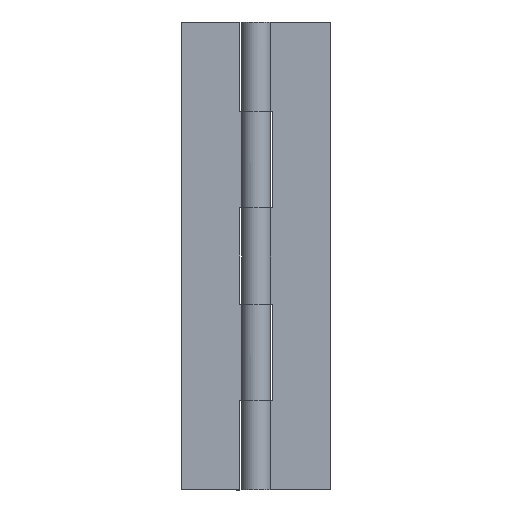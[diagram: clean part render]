
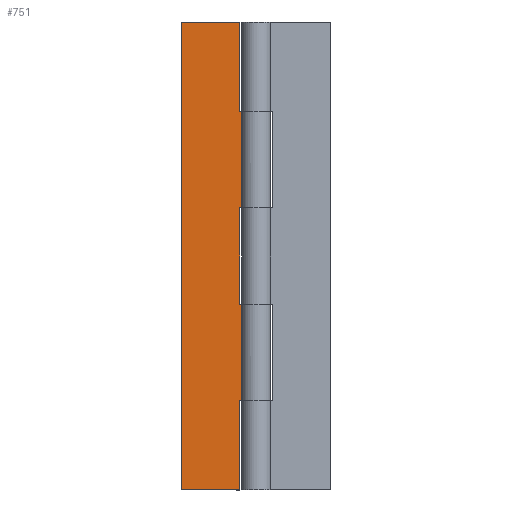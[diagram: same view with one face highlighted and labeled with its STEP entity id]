
A CAD part, front view. The second image highlights one B-rep face of the part: STEP entity #751.
In plain terms, the highlighted free-form (B-spline) face has degree [1, 1] with [2, 2] control points.
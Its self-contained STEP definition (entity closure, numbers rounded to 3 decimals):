
#49=CARTESIAN_POINT('',(-3.5,1.5,19.1));
#50=VERTEX_POINT('',#49);
#51=CARTESIAN_POINT('',(-3.5,1.5,0.0));
#52=VERTEX_POINT('',#51);
#53=CARTESIAN_POINT('',(-3.5,1.5,19.1));
#54=CARTESIAN_POINT('',(-3.5,1.5,0.0));
#55=QUASI_UNIFORM_CURVE('',1,(#53,#54),.UNSPECIFIED.,.F.,.U.);
#56=EDGE_CURVE('',#50,#52,#55,.T.);
#85=CARTESIAN_POINT('',(0.0,1.5,19.1));
#86=VERTEX_POINT('',#85);
#87=CARTESIAN_POINT('',(0.0,1.5,19.1));
#88=CARTESIAN_POINT('',(-3.5,1.5,19.1));
#89=QUASI_UNIFORM_CURVE('',1,(#87,#88),.UNSPECIFIED.,.F.,.U.);
#90=EDGE_CURVE('',#86,#50,#89,.T.);
#162=CARTESIAN_POINT('',(-3.5,1.5,39.7));
#163=VERTEX_POINT('',#162);
#164=CARTESIAN_POINT('',(0.0,1.5,39.7));
#165=VERTEX_POINT('',#164);
#166=CARTESIAN_POINT('',(-3.5,1.5,39.7));
#167=CARTESIAN_POINT('',(0.0,1.5,39.7));
#168=QUASI_UNIFORM_CURVE('',1,(#166,#167),.UNSPECIFIED.,.F.,.U.);
#169=EDGE_CURVE('',#163,#165,#168,.T.);
#247=CARTESIAN_POINT('',(-3.5,1.5,60.3));
#248=VERTEX_POINT('',#247);
#249=CARTESIAN_POINT('',(-3.5,1.5,60.3));
#250=CARTESIAN_POINT('',(-3.5,1.5,39.7));
#251=QUASI_UNIFORM_CURVE('',1,(#249,#250),.UNSPECIFIED.,.F.,.U.);
#252=EDGE_CURVE('',#248,#163,#251,.T.);
#275=CARTESIAN_POINT('',(0.0,1.5,60.3));
#276=VERTEX_POINT('',#275);
#277=CARTESIAN_POINT('',(0.0,1.5,60.3));
#278=CARTESIAN_POINT('',(-3.5,1.5,60.3));
#279=QUASI_UNIFORM_CURVE('',1,(#277,#278),.UNSPECIFIED.,.F.,.U.);
#280=EDGE_CURVE('',#276,#248,#279,.T.);
#352=CARTESIAN_POINT('',(-3.5,1.5,100.0));
#353=VERTEX_POINT('',#352);
#354=CARTESIAN_POINT('',(-3.5,1.5,80.9));
#355=VERTEX_POINT('',#354);
#356=CARTESIAN_POINT('',(-3.5,1.5,100.0));
#357=CARTESIAN_POINT('',(-3.5,1.5,80.9));
#358=QUASI_UNIFORM_CURVE('',1,(#356,#357),.UNSPECIFIED.,.F.,.U.);
#359=EDGE_CURVE('',#353,#355,#358,.T.);
#388=CARTESIAN_POINT('',(0.0,1.5,80.9));
#389=VERTEX_POINT('',#388);
#390=CARTESIAN_POINT('',(-3.5,1.5,80.9));
#391=CARTESIAN_POINT('',(0.0,1.5,80.9));
#392=QUASI_UNIFORM_CURVE('',1,(#390,#391),.UNSPECIFIED.,.F.,.U.);
#393=EDGE_CURVE('',#355,#389,#392,.T.);
#467=CARTESIAN_POINT('',(-16.0,1.5,0.0));
#468=VERTEX_POINT('',#467);
#474=CARTESIAN_POINT('',(-16.0,1.5,100.0));
#475=VERTEX_POINT('',#474);
#476=CARTESIAN_POINT('',(-16.0,1.5,100.0));
#477=CARTESIAN_POINT('',(-16.0,1.5,0.0));
#478=QUASI_UNIFORM_CURVE('',1,(#476,#477),.UNSPECIFIED.,.F.,.U.);
#479=EDGE_CURVE('',#475,#468,#478,.T.);
#508=CARTESIAN_POINT('',(-16.0,1.5,100.0));
#509=CARTESIAN_POINT('',(-3.5,1.5,100.0));
#510=QUASI_UNIFORM_CURVE('',1,(#508,#509),.UNSPECIFIED.,.F.,.U.);
#511=EDGE_CURVE('',#475,#353,#510,.T.);
#596=CARTESIAN_POINT('',(0.0,1.5,80.9));
#597=CARTESIAN_POINT('',(0.0,1.5,60.3));
#598=QUASI_UNIFORM_CURVE('',1,(#596,#597),.UNSPECIFIED.,.F.,.U.);
#599=EDGE_CURVE('',#389,#276,#598,.T.);
#615=CARTESIAN_POINT('',(-16.0,1.5,0.0));
#616=CARTESIAN_POINT('',(-3.5,1.5,0.0));
#617=QUASI_UNIFORM_CURVE('',1,(#615,#616),.UNSPECIFIED.,.F.,.U.);
#618=EDGE_CURVE('',#468,#52,#617,.T.);
#724=CARTESIAN_POINT('',(0.0,1.5,39.7));
#725=CARTESIAN_POINT('',(0.0,1.5,19.1));
#726=QUASI_UNIFORM_CURVE('',1,(#724,#725),.UNSPECIFIED.,.F.,.U.);
#727=EDGE_CURVE('',#165,#86,#726,.T.);
#732=CARTESIAN_POINT('',(-16.799,1.5,-4.995));
#733=CARTESIAN_POINT('',(-16.799,1.5,104.995));
#734=CARTESIAN_POINT('',(0.799,1.5,-4.995));
#735=CARTESIAN_POINT('',(0.799,1.5,104.995));
#736=B_SPLINE_SURFACE_WITH_KNOTS('',1,1,((#732,#734),(#733,#735)),.UNSPECIFIED.,.F.,.F.,.U.,(2,2),(2,2),(0.0,109.99),(0.0,17.598),.UNSPECIFIED.);
#737=ORIENTED_EDGE('',*,*,#56,.F.);
#738=ORIENTED_EDGE('',*,*,#90,.F.);
#739=ORIENTED_EDGE('',*,*,#727,.F.);
#740=ORIENTED_EDGE('',*,*,#169,.F.);
#741=ORIENTED_EDGE('',*,*,#252,.F.);
#742=ORIENTED_EDGE('',*,*,#280,.F.);
#743=ORIENTED_EDGE('',*,*,#599,.F.);
#744=ORIENTED_EDGE('',*,*,#393,.F.);
#745=ORIENTED_EDGE('',*,*,#359,.F.);
#746=ORIENTED_EDGE('',*,*,#511,.F.);
#747=ORIENTED_EDGE('',*,*,#479,.T.);
#748=ORIENTED_EDGE('',*,*,#618,.T.);
#749=EDGE_LOOP('',(#737,#738,#739,#740,#741,#742,#743,#744,#745,#746,#747,#748));
#750=FACE_OUTER_BOUND('',#749,.T.);
#751=ADVANCED_FACE('',(#750),#736,.F.);
